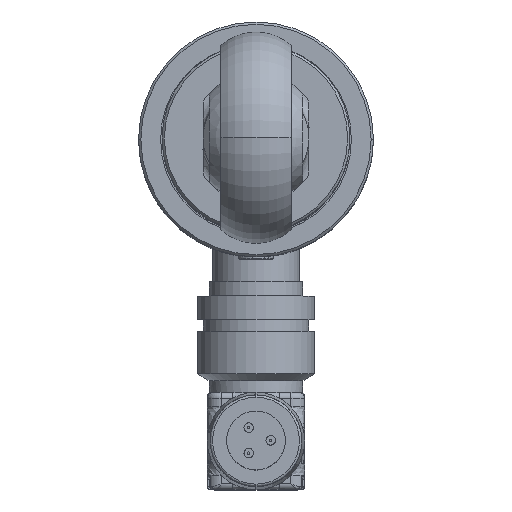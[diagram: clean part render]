
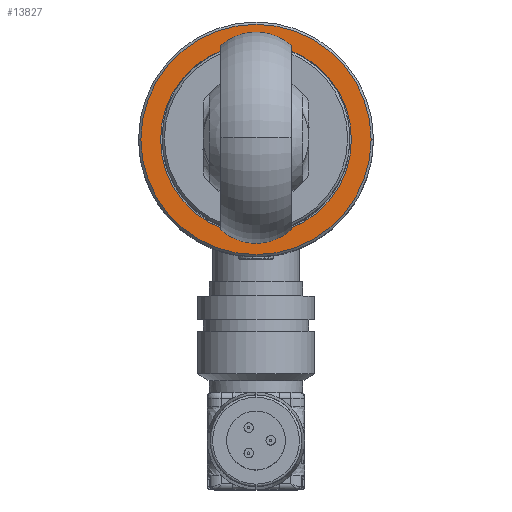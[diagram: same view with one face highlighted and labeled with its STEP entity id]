
A CAD part, top view. The second image highlights one B-rep face of the part: STEP entity #13827.
In plain terms, the highlighted planar face has unit normal (0, 0, 1).
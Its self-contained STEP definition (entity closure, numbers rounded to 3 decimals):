
#2373 = CIRCLE ( 'NONE', #2392, 8.125 ) ;
#2392 = AXIS2_PLACEMENT_3D ( 'NONE', #2437, #2436, #2435 ) ;
#2394 = CARTESIAN_POINT ( 'NONE',  ( 8.125, 0., -54.2 ) ) ;
#2435 = DIRECTION ( 'NONE',  ( -1., 0., 0. ) ) ;
#2436 = DIRECTION ( 'NONE',  ( 0., 0., 1. ) ) ;
#2437 = CARTESIAN_POINT ( 'NONE',  ( 0., 0., -54.2 ) ) ;
#2439 = CARTESIAN_POINT ( 'NONE',  ( -8.125, 0., -54.2 ) ) ;
#2653 = EDGE_CURVE ( 'NONE', #2753, #2750, #2373, .T. ) ;
#2750 = VERTEX_POINT ( 'NONE', #2439 ) ;
#2753 = VERTEX_POINT ( 'NONE', #2394 ) ;
#5069 = DIRECTION ( 'NONE',  ( -1., 0., 0. ) ) ;
#5070 = DIRECTION ( 'NONE',  ( 0., 0., 1. ) ) ;
#5071 = CARTESIAN_POINT ( 'NONE',  ( 0., 0., -54.2 ) ) ;
#5075 = AXIS2_PLACEMENT_3D ( 'NONE', #5071, #5070, #5069 ) ;
#5093 = CIRCLE ( 'NONE', #5075, 8.125 ) ;
#13202 = FACE_OUTER_BOUND ( 'NONE', #15436, .T. ) ;
#13208 = AXIS2_PLACEMENT_3D ( 'NONE', #13270, #13269, #13268 ) ;
#13237 = FACE_BOUND ( 'NONE', #13824, .T. ) ;
#13240 = PLANE ( 'NONE',  #13208 ) ;
#13268 = DIRECTION ( 'NONE',  ( -1., 0., 0. ) ) ;
#13269 = DIRECTION ( 'NONE',  ( 0., 0., 1. ) ) ;
#13270 = CARTESIAN_POINT ( 'NONE',  ( 0., 0., -54.2 ) ) ;
#13823 = ORIENTED_EDGE ( 'NONE', *, *, #14673, .T. ) ;
#13824 = EDGE_LOOP ( 'NONE', ( #15461, #14627 ) ) ;
#13827 = ADVANCED_FACE ( 'NONE', ( #13202, #13237 ), #13240, .T. ) ;
#14342 = EDGE_CURVE ( 'NONE', #15150, #15151, #19124, .T. ) ;
#14380 = ORIENTED_EDGE ( 'NONE', *, *, #14342, .T. ) ;
#14627 = ORIENTED_EDGE ( 'NONE', *, *, #2653, .F. ) ;
#14673 = EDGE_CURVE ( 'NONE', #15151, #15150, #20281, .T. ) ;
#15150 = VERTEX_POINT ( 'NONE', #21888 ) ;
#15151 = VERTEX_POINT ( 'NONE', #21932 ) ;
#15436 = EDGE_LOOP ( 'NONE', ( #14380, #13823 ) ) ;
#15452 = EDGE_CURVE ( 'NONE', #2750, #2753, #5093, .T. ) ;
#15461 = ORIENTED_EDGE ( 'NONE', *, *, #15452, .F. ) ;
#19124 = CIRCLE ( 'NONE', #19163, 9.8 ) ;
#19128 = DIRECTION ( 'NONE',  ( 0., 0., 1. ) ) ;
#19162 = DIRECTION ( 'NONE',  ( -1., 0., 0. ) ) ;
#19163 = AXIS2_PLACEMENT_3D ( 'NONE', #19168, #19128, #19162 ) ;
#19168 = CARTESIAN_POINT ( 'NONE',  ( 0., 0., -54.2 ) ) ;
#20281 = CIRCLE ( 'NONE', #20324, 9.8 ) ;
#20320 = CARTESIAN_POINT ( 'NONE',  ( 0., 0., -54.2 ) ) ;
#20324 = AXIS2_PLACEMENT_3D ( 'NONE', #20320, #20359, #20358 ) ;
#20358 = DIRECTION ( 'NONE',  ( -1., 0., 0. ) ) ;
#20359 = DIRECTION ( 'NONE',  ( 0., 0., 1. ) ) ;
#21888 = CARTESIAN_POINT ( 'NONE',  ( 9.8, 0., -54.2 ) ) ;
#21932 = CARTESIAN_POINT ( 'NONE',  ( -9.8, 0., -54.2 ) ) ;
